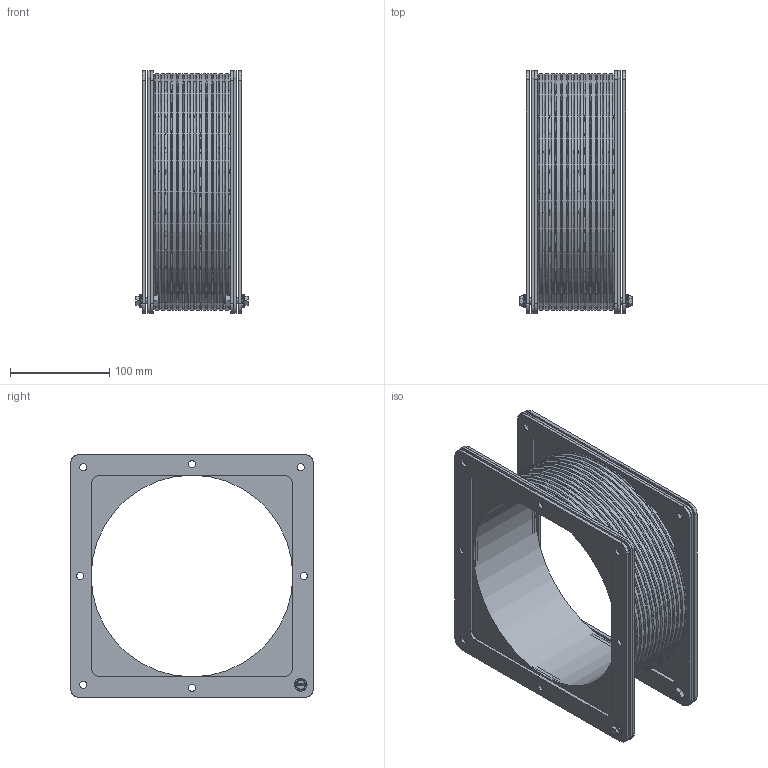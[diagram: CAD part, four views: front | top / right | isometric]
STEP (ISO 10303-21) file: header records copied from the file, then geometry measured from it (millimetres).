
FILE_DESCRIPTION (( 'STEP AP203' ), '1' );
FILE_NAME ('1487EFFSS.step', '2020-11-17T21:15:47', ( 'ADC123' ), ( 'Microsoft' ), 'SwSTEP 2.0', 'SolidWorks 2019', '' );
FILE_SCHEMA (( 'CONFIG_CONTROL_DESIGN' ));
Length unit declared in the file: inch
Products named in the file (1): 1487EFFSS
Bounding box: 114.33 x 244.47 x 244.47 mm (x, y, z)
Volume: 1356716.3 mm3; surface area: 409302.9 mm2
Topology: 11 solids, 11 shells, 354 faces, 920 edges, 594 vertices
Faces by surface type: plane 166, cylinder 144, bspline 44
Full cylindrical faces by diameter (mm): 4.976 x2, 6.35 x2, 6.553 x2, 7.137 x32, 7.144 x12, 12.7 x2, 203.2 x1, 237.795 x15
Entity records: 11565 total; most frequent: CARTESIAN_POINT 3061, DIRECTION 1664, ORIENTED_EDGE 1648, EDGE_CURVE 824, VERTEX_POINT 594, AXIS2_PLACEMENT_3D 589, EDGE_LOOP 562, LINE 486
